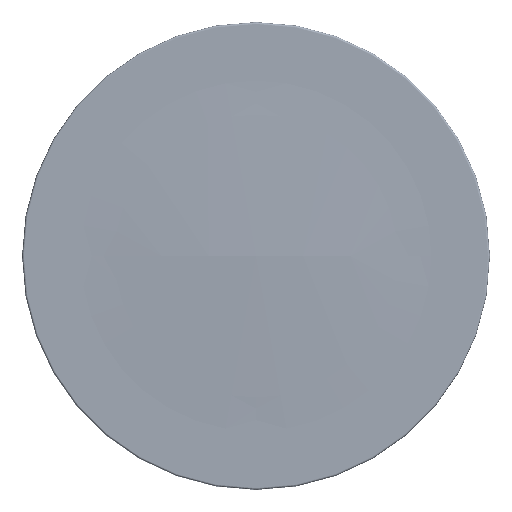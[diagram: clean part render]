
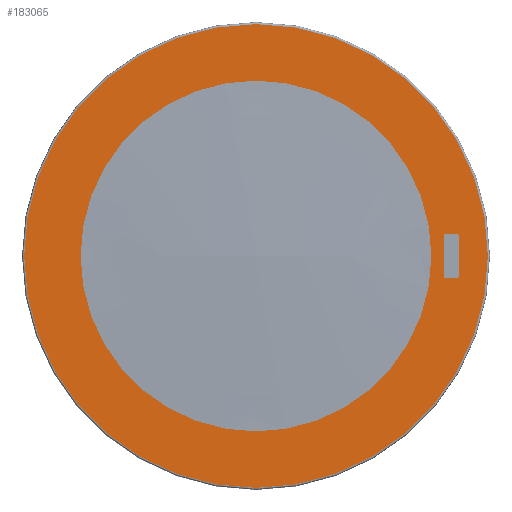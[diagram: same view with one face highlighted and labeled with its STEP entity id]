
A CAD part, front view. The second image highlights one B-rep face of the part: STEP entity #183065.
In plain terms, the highlighted face is planar.
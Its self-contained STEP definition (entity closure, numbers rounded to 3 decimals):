
#331 = CARTESIAN_POINT ( 'NONE',  ( 147.253, 17.8, 0. ) ) ;
#2977 = LINE ( 'NONE', #239677, #134829 ) ;
#4162 = VERTEX_POINT ( 'NONE', #331 ) ;
#7362 = VERTEX_POINT ( 'NONE', #176194 ) ;
#8583 = LINE ( 'NONE', #274636, #280596 ) ;
#10592 = EDGE_LOOP ( 'NONE', ( #237729, #143835 ) ) ;
#13585 = EDGE_CURVE ( 'NONE', #97185, #290346, #2977, .T. ) ;
#13934 = EDGE_CURVE ( 'NONE', #296659, #4162, #339372, .T. ) ;
#19477 = AXIS2_PLACEMENT_3D ( 'NONE', #34390, #24645, #113871 ) ;
#24645 = DIRECTION ( 'NONE',  ( 0., 1., 0. ) ) ;
#25852 = CARTESIAN_POINT ( 'NONE',  ( -120.2, 17.8, 13. ) ) ;
#26551 = DIRECTION ( 'NONE',  ( 1., 0., 0. ) ) ;
#28262 = LINE ( 'NONE', #133620, #240748 ) ;
#33751 = DIRECTION ( 'NONE',  ( -1., 0., -0.004 ) ) ;
#34390 = CARTESIAN_POINT ( 'NONE',  ( 0., 17.8, 0. ) ) ;
#42833 = EDGE_LOOP ( 'NONE', ( #213363, #159632 ) ) ;
#46081 = ORIENTED_EDGE ( 'NONE', *, *, #13585, .F. ) ;
#46402 = CARTESIAN_POINT ( 'NONE',  ( -127.6, 17.8, -13. ) ) ;
#47646 = DIRECTION ( 'NONE',  ( 0., 1., 0. ) ) ;
#48194 = CARTESIAN_POINT ( 'NONE',  ( -127.6, 17.8, -14. ) ) ;
#48952 = VERTEX_POINT ( 'NONE', #241569 ) ;
#56548 = DIRECTION ( 'NONE',  ( 1., 0., 0. ) ) ;
#57589 = CARTESIAN_POINT ( 'NONE',  ( 0., 17.8, 0. ) ) ;
#60540 = EDGE_CURVE ( 'NONE', #166833, #115904, #244592, .T. ) ;
#61400 = VERTEX_POINT ( 'NONE', #226129 ) ;
#63144 = DIRECTION ( 'NONE',  ( 0., -1., 0. ) ) ;
#69086 = CARTESIAN_POINT ( 'NONE',  ( -120.2, 17.8, -14. ) ) ;
#71432 = CARTESIAN_POINT ( 'NONE',  ( 0., 17.8, 0. ) ) ;
#74980 = ORIENTED_EDGE ( 'NONE', *, *, #101937, .F. ) ;
#75448 = AXIS2_PLACEMENT_3D ( 'NONE', #312501, #75774, #179374 ) ;
#75774 = DIRECTION ( 'NONE',  ( 0., 1., 0. ) ) ;
#76968 = VERTEX_POINT ( 'NONE', #48194 ) ;
#79927 = FACE_OUTER_BOUND ( 'NONE', #42833, .T. ) ;
#85297 = AXIS2_PLACEMENT_3D ( 'NONE', #71432, #99040, #145765 ) ;
#90661 = ORIENTED_EDGE ( 'NONE', *, *, #273614, .F. ) ;
#93952 = AXIS2_PLACEMENT_3D ( 'NONE', #46402, #129234, #257156 ) ;
#95312 = CARTESIAN_POINT ( 'NONE',  ( -147.253, 17.8, 0. ) ) ;
#96587 = LINE ( 'NONE', #227825, #230393 ) ;
#96719 = AXIS2_PLACEMENT_3D ( 'NONE', #25852, #338672, #286754 ) ;
#97185 = VERTEX_POINT ( 'NONE', #305405 ) ;
#99040 = DIRECTION ( 'NONE',  ( 0., 1., 0. ) ) ;
#100949 = ORIENTED_EDGE ( 'NONE', *, *, #180298, .F. ) ;
#101937 = EDGE_CURVE ( 'NONE', #248874, #76968, #8583, .T. ) ;
#103792 = CIRCLE ( 'NONE', #75448, 111.375 ) ;
#107759 = DIRECTION ( 'NONE',  ( 0., 0., -1. ) ) ;
#113223 = CIRCLE ( 'NONE', #96719, 1. ) ;
#113871 = DIRECTION ( 'NONE',  ( 1., 0., 0. ) ) ;
#115904 = VERTEX_POINT ( 'NONE', #142748 ) ;
#117586 = AXIS2_PLACEMENT_3D ( 'NONE', #57589, #263229, #26551 ) ;
#129234 = DIRECTION ( 'NONE',  ( 0., 1., 0. ) ) ;
#133620 = CARTESIAN_POINT ( 'NONE',  ( -119.2, 17.8, 13. ) ) ;
#134091 = AXIS2_PLACEMENT_3D ( 'NONE', #310103, #256500, #336060 ) ;
#134829 = VECTOR ( 'NONE', #56548, 1000. ) ;
#142748 = CARTESIAN_POINT ( 'NONE',  ( -111.375, 17.8, 0. ) ) ;
#142761 = AXIS2_PLACEMENT_3D ( 'NONE', #303251, #63144, #33751 ) ;
#143835 = ORIENTED_EDGE ( 'NONE', *, *, #293728, .F. ) ;
#145765 = DIRECTION ( 'NONE',  ( 1., 0., 0.004 ) ) ;
#150899 = AXIS2_PLACEMENT_3D ( 'NONE', #282678, #47646, #306941 ) ;
#159632 = ORIENTED_EDGE ( 'NONE', *, *, #13934, .T. ) ;
#165679 = FACE_BOUND ( 'NONE', #272192, .T. ) ;
#166833 = VERTEX_POINT ( 'NONE', #249490 ) ;
#174543 = CARTESIAN_POINT ( 'NONE',  ( -119.2, 17.8, 13. ) ) ;
#176194 = CARTESIAN_POINT ( 'NONE',  ( -119.2, 17.8, -13. ) ) ;
#179374 = DIRECTION ( 'NONE',  ( -1., 0., 0. ) ) ;
#180298 = EDGE_CURVE ( 'NONE', #290346, #217365, #113223, .T. ) ;
#183065 = ADVANCED_FACE ( 'NONE', ( #165679, #324727, #79927 ), #271096, .T. ) ;
#193337 = EDGE_CURVE ( 'NONE', #296659, #4162, #297202, .T. ) ;
#205246 = DIRECTION ( 'NONE',  ( 0., 0., 1. ) ) ;
#206794 = ORIENTED_EDGE ( 'NONE', *, *, #235903, .F. ) ;
#212115 = CARTESIAN_POINT ( 'NONE',  ( -120.2, 17.8, 14. ) ) ;
#213363 = ORIENTED_EDGE ( 'NONE', *, *, #193337, .F. ) ;
#217365 = VERTEX_POINT ( 'NONE', #174543 ) ;
#225332 = EDGE_CURVE ( 'NONE', #76968, #48952, #292502, .T. ) ;
#226129 = CARTESIAN_POINT ( 'NONE',  ( -128.6, 17.8, 13. ) ) ;
#227825 = CARTESIAN_POINT ( 'NONE',  ( -128.6, 17.8, -13. ) ) ;
#230393 = VECTOR ( 'NONE', #205246, 1000. ) ;
#235903 = EDGE_CURVE ( 'NONE', #7362, #248874, #283083, .T. ) ;
#237729 = ORIENTED_EDGE ( 'NONE', *, *, #60540, .F. ) ;
#239256 = CIRCLE ( 'NONE', #150899, 1. ) ;
#239677 = CARTESIAN_POINT ( 'NONE',  ( -127.6, 17.8, 14. ) ) ;
#240748 = VECTOR ( 'NONE', #107759, 1000. ) ;
#241569 = CARTESIAN_POINT ( 'NONE',  ( -128.6, 17.8, -13. ) ) ;
#244592 = CIRCLE ( 'NONE', #117586, 111.375 ) ;
#248874 = VERTEX_POINT ( 'NONE', #69086 ) ;
#249490 = CARTESIAN_POINT ( 'NONE',  ( 111.375, 17.8, 0. ) ) ;
#256500 = DIRECTION ( 'NONE',  ( 0., 1., 0. ) ) ;
#256935 = EDGE_CURVE ( 'NONE', #48952, #61400, #96587, .T. ) ;
#257156 = DIRECTION ( 'NONE',  ( 0., 0., -1. ) ) ;
#263229 = DIRECTION ( 'NONE',  ( 0., 1., 0. ) ) ;
#271096 = PLANE ( 'NONE',  #19477 ) ;
#271205 = DIRECTION ( 'NONE',  ( -1., 0., 0. ) ) ;
#272192 = EDGE_LOOP ( 'NONE', ( #90661, #303248, #277198, #74980, #206794, #318741, #100949, #46081 ) ) ;
#273614 = EDGE_CURVE ( 'NONE', #61400, #97185, #239256, .T. ) ;
#274636 = CARTESIAN_POINT ( 'NONE',  ( -120.2, 17.8, -14. ) ) ;
#277198 = ORIENTED_EDGE ( 'NONE', *, *, #225332, .F. ) ;
#280596 = VECTOR ( 'NONE', #271205, 1000. ) ;
#282678 = CARTESIAN_POINT ( 'NONE',  ( -127.6, 17.8, 13. ) ) ;
#283083 = CIRCLE ( 'NONE', #134091, 1. ) ;
#286754 = DIRECTION ( 'NONE',  ( 0., 0., 1. ) ) ;
#290346 = VERTEX_POINT ( 'NONE', #212115 ) ;
#292502 = CIRCLE ( 'NONE', #93952, 1. ) ;
#293728 = EDGE_CURVE ( 'NONE', #115904, #166833, #103792, .T. ) ;
#296659 = VERTEX_POINT ( 'NONE', #95312 ) ;
#297202 = CIRCLE ( 'NONE', #142761, 147.253 ) ;
#303248 = ORIENTED_EDGE ( 'NONE', *, *, #256935, .F. ) ;
#303251 = CARTESIAN_POINT ( 'NONE',  ( 0., 17.8, 0. ) ) ;
#305405 = CARTESIAN_POINT ( 'NONE',  ( -127.6, 17.8, 14. ) ) ;
#305461 = EDGE_CURVE ( 'NONE', #217365, #7362, #28262, .T. ) ;
#306941 = DIRECTION ( 'NONE',  ( -1., 0., 0. ) ) ;
#310103 = CARTESIAN_POINT ( 'NONE',  ( -120.2, 17.8, -13. ) ) ;
#312501 = CARTESIAN_POINT ( 'NONE',  ( 0., 17.8, 0. ) ) ;
#318741 = ORIENTED_EDGE ( 'NONE', *, *, #305461, .F. ) ;
#324727 = FACE_BOUND ( 'NONE', #10592, .T. ) ;
#336060 = DIRECTION ( 'NONE',  ( 1., 0., 0. ) ) ;
#338672 = DIRECTION ( 'NONE',  ( 0., 1., 0. ) ) ;
#339372 = CIRCLE ( 'NONE', #85297, 147.253 ) ;
